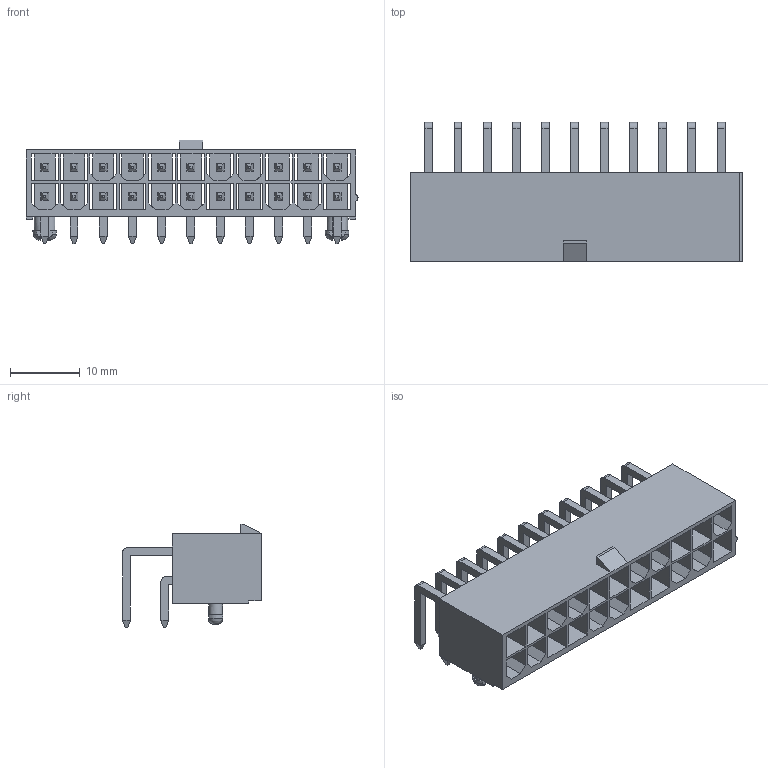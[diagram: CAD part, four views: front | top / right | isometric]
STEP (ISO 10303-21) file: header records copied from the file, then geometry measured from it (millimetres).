
FILE_DESCRIPTION(/* description */ ('Unknown'),/* implementation_level */ '2;1');
FILE_NAME(/* name */ '649022227222',/* time_stamp */ '2019-08-14T15:33:37+02:00',/* author */ ('Unknown'),/* organization */ ('Unknown'),/* preprocessor_version */ 'ST-DEVELOPER v16.7',/* originating_system */ 'DEX',/* authorisation */ $);
FILE_SCHEMA (('AUTOMOTIVE_DESIGN {1 0 10303 214 3 1 1}'));
Length unit declared in the file: millimetre
Products named in the file (4): 6490xx227222; 649022227222; 6490xx227222_PIN; 6490xx227222_PIN_BIS
Assembly tree (23 placements, depth 2):
  6490xx227222
    649022227222
    6490xx227222_PIN  x11
    6490xx227222_PIN_BIS  x11
Bounding box: 47.7 x 19.97 x 14.9 mm (x, y, z)
Volume: 3051.5 mm3; surface area: 9051.2 mm2
Topology: 23 solids, 23 shells, 832 faces, 2093 edges, 1300 vertices
Faces by surface type: plane 793, cylinder 27, bspline 12
Entity records: 16057 total; most frequent: CARTESIAN_POINT 3257, ORIENTED_EDGE 2706, DIRECTION 2323, EDGE_CURVE 1353, LINE 1295, VECTOR 1295, VERTEX_POINT 860, EDGE_LOOP 617
